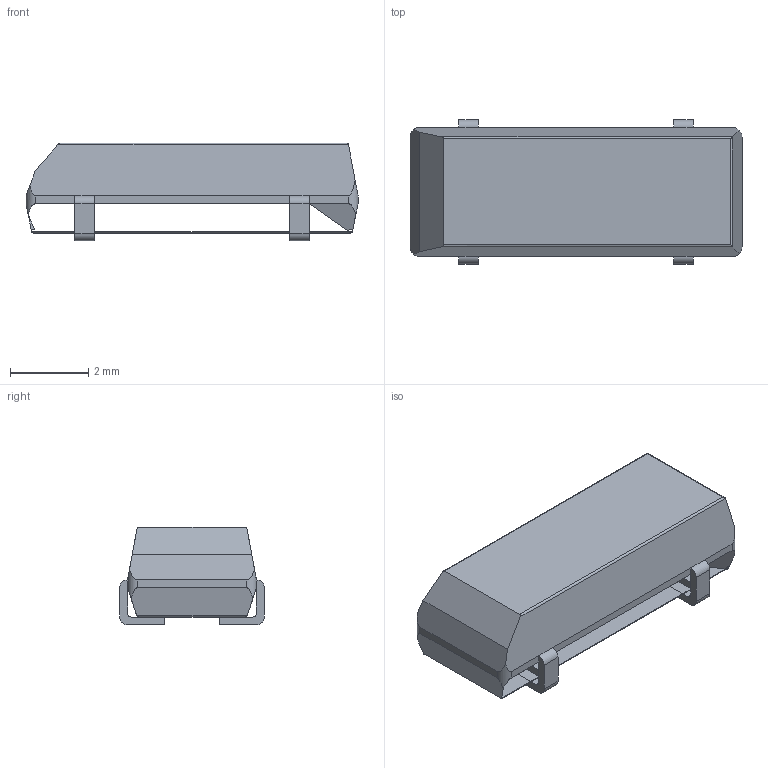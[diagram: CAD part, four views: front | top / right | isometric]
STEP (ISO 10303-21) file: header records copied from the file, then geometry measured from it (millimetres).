
FILE_DESCRIPTION(('FreeCAD Model'),'2;1');
FILE_NAME('Open CASCADE Shape Model','2021-04-25T14:48:19',( 'kicad StepUp'),('ksu MCAD'),'Open CASCADE STEP processor 7.5', 'FreeCAD','Unknown');
FILE_SCHEMA(('AUTOMOTIVE_DESIGN { 1 0 10303 214 1 1 1 1 }'));
Length unit declared in the file: millimetre
Products named in the file (1): Oscillator_SMD_SeikoEpson_SPT2AF
Bounding box: 8.5 x 3.7 x 2.5 mm (x, y, z)
Volume: 58.6 mm3; surface area: 105.8 mm2
Topology: 1 solids, 1 shells, 70 faces, 202 edges, 126 vertices
Faces by surface type: plane 47, cylinder 23
Entity records: 2800 total; most frequent: ORIENTED_EDGE 404, CARTESIAN_POINT 399, DIRECTION 396, EDGE_CURVE 202, LINE 150, VECTOR 150, VERTEX_POINT 126, AXIS2_PLACEMENT_3D 123
